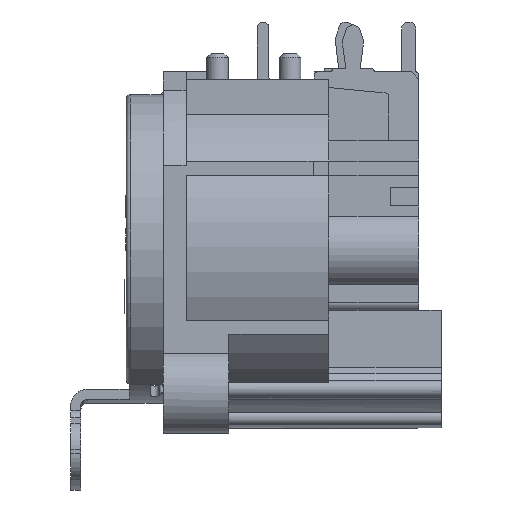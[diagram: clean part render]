
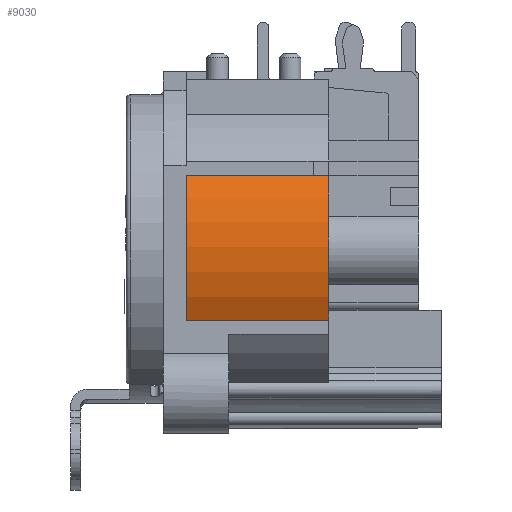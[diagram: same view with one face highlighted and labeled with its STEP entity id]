
A CAD part, left-side view. The second image highlights one B-rep face of the part: STEP entity #9030.
In plain terms, the highlighted cylindrical face has radius 10.85 mm (diameter 21.7 mm), a partial arc.
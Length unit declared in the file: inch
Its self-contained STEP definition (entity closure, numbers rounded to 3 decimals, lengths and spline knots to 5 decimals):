
#5198=CARTESIAN_POINT('',(-0.37383,-0.45669,0.20669));
#5199=VERTEX_POINT('',#5198);
#5206=CARTESIAN_POINT('',(-0.38112,-0.45669,-0.19291));
#5207=VERTEX_POINT('',#5206);
#5208=CARTESIAN_POINT('',(0.0,-0.45669,0.0));
#5209=DIRECTION('',(0.0,-1.0,0.0));
#5210=DIRECTION('',(-1.0,0.0,0.0));
#5211=AXIS2_PLACEMENT_3D('',#5208,#5209,#5210);
#5212=CIRCLE('',#5211,0.42717);
#5213=EDGE_CURVE('',#5199,#5207,#5212,.T.);
#8971=CARTESIAN_POINT('',(-0.37383,-0.06299,0.20669));
#8972=VERTEX_POINT('',#8971);
#8973=CARTESIAN_POINT('',(-0.37383,-0.45669,0.20669));
#8974=DIRECTION('',(0.0,1.0,0.0));
#8975=VECTOR('',#8974,0.3937);
#8976=LINE('',#8973,#8975);
#8977=EDGE_CURVE('',#5199,#8972,#8976,.T.);
#9006=CARTESIAN_POINT('',(0.0,0.95071,0.0));
#9007=DIRECTION('',(0.0,-1.0,0.0));
#9008=DIRECTION('',(-1.0,0.0,0.0));
#9009=AXIS2_PLACEMENT_3D('',#9006,#9007,#9008);
#9010=CYLINDRICAL_SURFACE('',#9009,0.42717);
#9011=CARTESIAN_POINT('',(-0.38112,-0.06299,-0.19291));
#9012=VERTEX_POINT('',#9011);
#9013=CARTESIAN_POINT('',(0.0,-0.06299,0.0));
#9014=DIRECTION('',(0.0,1.0,0.0));
#9015=DIRECTION('',(-1.0,0.0,0.0));
#9016=AXIS2_PLACEMENT_3D('',#9013,#9014,#9015);
#9017=CIRCLE('',#9016,0.42717);
#9018=EDGE_CURVE('',#9012,#8972,#9017,.T.);
#9019=ORIENTED_EDGE('',*,*,#9018,.F.);
#9020=CARTESIAN_POINT('',(-0.38112,-0.06299,-0.19291));
#9021=DIRECTION('',(0.0,-1.0,0.0));
#9022=VECTOR('',#9021,0.3937);
#9023=LINE('',#9020,#9022);
#9024=EDGE_CURVE('',#9012,#5207,#9023,.T.);
#9025=ORIENTED_EDGE('',*,*,#9024,.T.);
#9026=ORIENTED_EDGE('',*,*,#5213,.F.);
#9027=ORIENTED_EDGE('',*,*,#8977,.T.);
#9028=EDGE_LOOP('',(#9019,#9025,#9026,#9027));
#9029=FACE_OUTER_BOUND('',#9028,.T.);
#9030=ADVANCED_FACE('',(#9029),#9010,.T.);
